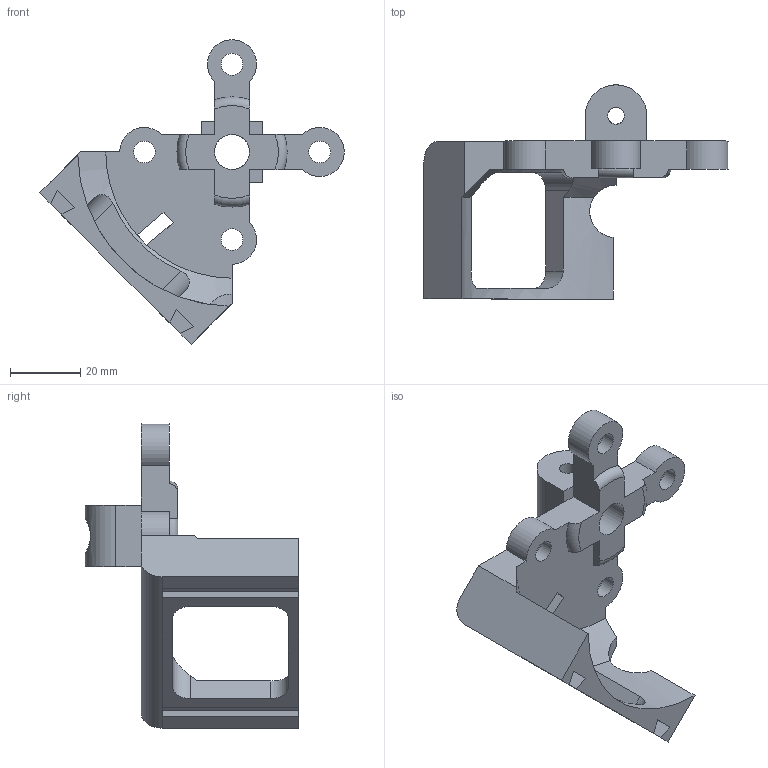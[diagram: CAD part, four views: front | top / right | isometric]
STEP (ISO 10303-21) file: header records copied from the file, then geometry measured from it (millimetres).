
FILE_DESCRIPTION(/* description */ (''),/* implementation_level */ '2;1');
FILE_NAME(/* name */ 'franka_connector.stp',/* time_stamp */ '2021-06-09T00:50:24+02:00',/* author */ ('fraaw'),/* organization */ (''),/* preprocessor_version */ 'ST-DEVELOPER v18.1',/* originating_system */ 'Autodesk Inventor 2022',/* authorisation */ '');
FILE_SCHEMA (('AUTOMOTIVE_DESIGN { 1 0 10303 214 3 1 1 }'));
Length unit declared in the file: millimetre
Products named in the file (1): franka_connector
Bounding box: 86.77 x 61 x 86.77 mm (x, y, z)
Volume: 33382.6 mm3; surface area: 15611 mm2
Topology: 1 solids, 1 shells, 78 faces, 213 edges, 139 vertices
Faces by surface type: plane 50, cylinder 23, torus 4, cone 1
Full cylindrical faces by diameter (mm): 4.8 x2, 6.2 x4, 10 x1, 10.1 x4
Entity records: 2744 total; most frequent: CARTESIAN_POINT 683, ORIENTED_EDGE 426, DIRECTION 399, EDGE_CURVE 213, LINE 139, VECTOR 139, VERTEX_POINT 139, AXIS2_PLACEMENT_3D 130
